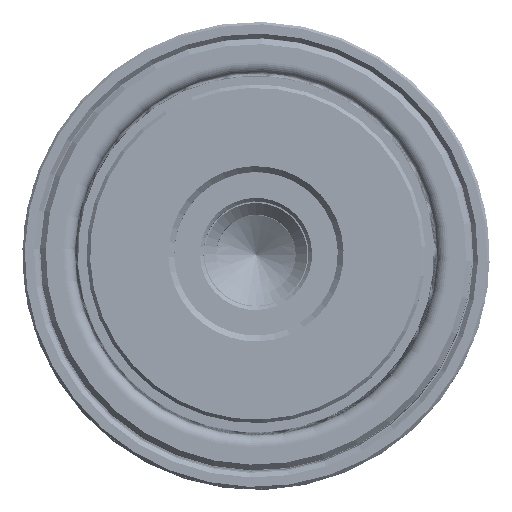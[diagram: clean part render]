
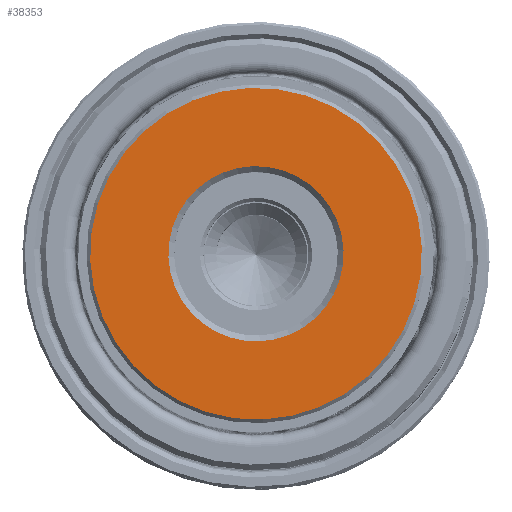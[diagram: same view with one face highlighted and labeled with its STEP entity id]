
A CAD part, top view. The second image highlights one B-rep face of the part: STEP entity #38353.
In plain terms, the highlighted face is planar.
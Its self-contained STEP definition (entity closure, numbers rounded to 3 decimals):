
#318 = FACE_OUTER_BOUND ( 'NONE', #33566, .T. ) ;
#373 = CIRCLE ( 'NONE', #22133, 7.5 ) ;
#2380 = DIRECTION ( 'NONE',  ( 0., 0., -1. ) ) ;
#2419 = AXIS2_PLACEMENT_3D ( 'NONE', #46188, #20674, #50433 ) ;
#3449 = CARTESIAN_POINT ( 'NONE',  ( 0., 0., 0. ) ) ;
#3723 = EDGE_CURVE ( 'NONE', #10450, #37969, #18606, .T. ) ;
#5080 = CARTESIAN_POINT ( 'NONE',  ( 7.5, 0., 0. ) ) ;
#6085 = DIRECTION ( 'NONE',  ( 1., 0., 0. ) ) ;
#6566 = ORIENTED_EDGE ( 'NONE', *, *, #9306, .T. ) ;
#7688 = DIRECTION ( 'NONE',  ( 1., 0., 0. ) ) ;
#9306 = EDGE_CURVE ( 'NONE', #44088, #31794, #373, .T. ) ;
#10450 = VERTEX_POINT ( 'NONE', #41494 ) ;
#10594 = EDGE_LOOP ( 'NONE', ( #35988, #6566 ) ) ;
#18606 = CIRCLE ( 'NONE', #53811, 14.2 ) ;
#20114 = EDGE_CURVE ( 'NONE', #31794, #44088, #29173, .T. ) ;
#20416 = DIRECTION ( 'NONE',  ( 0., 0., 1. ) ) ;
#20674 = DIRECTION ( 'NONE',  ( 0., 0., -1. ) ) ;
#22133 = AXIS2_PLACEMENT_3D ( 'NONE', #3449, #33177, #7688 ) ;
#24310 = EDGE_CURVE ( 'NONE', #37969, #10450, #34585, .T. ) ;
#26923 = PLANE ( 'NONE',  #52594 ) ;
#27851 = CARTESIAN_POINT ( 'NONE',  ( 0., 0., 0. ) ) ;
#29050 = CARTESIAN_POINT ( 'NONE',  ( -7.5, 0., 0. ) ) ;
#29173 = CIRCLE ( 'NONE', #33708, 7.5 ) ;
#31515 = ORIENTED_EDGE ( 'NONE', *, *, #24310, .T. ) ;
#31572 = DIRECTION ( 'NONE',  ( 0., 0., 1. ) ) ;
#31794 = VERTEX_POINT ( 'NONE', #29050 ) ;
#32150 = DIRECTION ( 'NONE',  ( 1., 0., 0. ) ) ;
#33177 = DIRECTION ( 'NONE',  ( 0., 0., 1. ) ) ;
#33566 = EDGE_LOOP ( 'NONE', ( #37932, #31515 ) ) ;
#33708 = AXIS2_PLACEMENT_3D ( 'NONE', #45914, #20416, #50186 ) ;
#34585 = CIRCLE ( 'NONE', #2419, 14.2 ) ;
#35988 = ORIENTED_EDGE ( 'NONE', *, *, #20114, .T. ) ;
#37932 = ORIENTED_EDGE ( 'NONE', *, *, #3723, .T. ) ;
#37969 = VERTEX_POINT ( 'NONE', #45587 ) ;
#38353 = ADVANCED_FACE ( 'NONE', ( #318, #44232 ), #26923, .F. ) ;
#41494 = CARTESIAN_POINT ( 'NONE',  ( 14.2, 0., 0. ) ) ;
#44088 = VERTEX_POINT ( 'NONE', #5080 ) ;
#44232 = FACE_BOUND ( 'NONE', #10594, .T. ) ;
#45587 = CARTESIAN_POINT ( 'NONE',  ( -14.2, 0., 0. ) ) ;
#45914 = CARTESIAN_POINT ( 'NONE',  ( 0., 0., 0. ) ) ;
#46188 = CARTESIAN_POINT ( 'NONE',  ( 0., 0., 0. ) ) ;
#48491 = CARTESIAN_POINT ( 'NONE',  ( 0., 0., 0. ) ) ;
#50186 = DIRECTION ( 'NONE',  ( 1., 0., 0. ) ) ;
#50433 = DIRECTION ( 'NONE',  ( 1., 0., 0. ) ) ;
#52594 = AXIS2_PLACEMENT_3D ( 'NONE', #48491, #31572, #6085 ) ;
#53811 = AXIS2_PLACEMENT_3D ( 'NONE', #27851, #2380, #32150 ) ;
